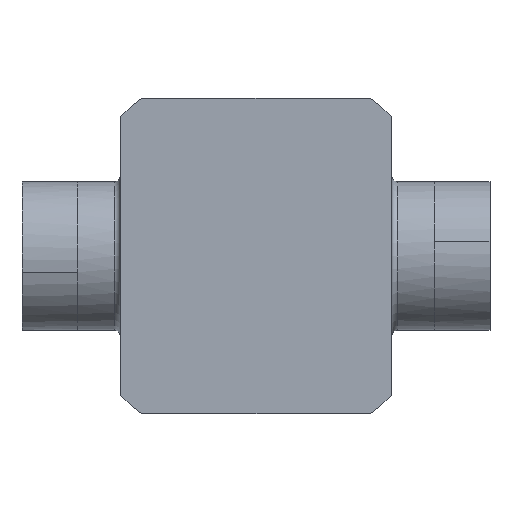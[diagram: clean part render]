
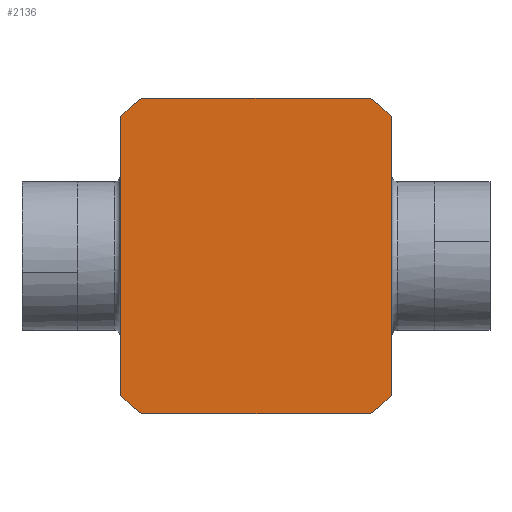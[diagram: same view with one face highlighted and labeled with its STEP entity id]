
A CAD part, front view. The second image highlights one B-rep face of the part: STEP entity #2136.
In plain terms, the highlighted planar face has unit normal (0, -1, 0).
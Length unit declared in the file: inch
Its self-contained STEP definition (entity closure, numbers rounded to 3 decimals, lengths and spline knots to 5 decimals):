
#87 = ORIENTED_EDGE ( 'NONE', *, *, #2780, .F. ) ;
#126 = AXIS2_PLACEMENT_3D ( 'NONE', #1587, #303, #282 ) ;
#166 = CARTESIAN_POINT ( 'NONE',  ( -1.8305, 0., -1.88146 ) ) ;
#175 = CARTESIAN_POINT ( 'NONE',  ( 1.8305, 0., -1.88146 ) ) ;
#229 = DIRECTION ( 'NONE',  ( 0., 0., -1. ) ) ;
#248 = DIRECTION ( 'NONE',  ( 0., 1., 0. ) ) ;
#281 = CARTESIAN_POINT ( 'NONE',  ( 1.5411, 0., 2.125 ) ) ;
#282 = DIRECTION ( 'NONE',  ( 0., 0., -1. ) ) ;
#303 = DIRECTION ( 'NONE',  ( 0., 1., 0. ) ) ;
#326 = CIRCLE ( 'NONE', #126, 2.625 ) ;
#379 = ORIENTED_EDGE ( 'NONE', *, *, #1553, .T. ) ;
#384 = AXIS2_PLACEMENT_3D ( 'NONE', #2443, #2235, #716 ) ;
#414 = DIRECTION ( 'NONE',  ( 0., 0., 1. ) ) ;
#454 = CIRCLE ( 'NONE', #750, 2.625 ) ;
#487 = VECTOR ( 'NONE', #2082, 39.37008 ) ;
#529 = LINE ( 'NONE', #2759, #562 ) ;
#546 = ORIENTED_EDGE ( 'NONE', *, *, #2793, .F. ) ;
#557 = VECTOR ( 'NONE', #2332, 39.37008 ) ;
#562 = VECTOR ( 'NONE', #414, 39.37008 ) ;
#716 = DIRECTION ( 'NONE',  ( 0., 0., -1. ) ) ;
#750 = AXIS2_PLACEMENT_3D ( 'NONE', #1117, #1741, #2647 ) ;
#785 = CIRCLE ( 'NONE', #1428, 2.625 ) ;
#798 = VERTEX_POINT ( 'NONE', #1068 ) ;
#876 = AXIS2_PLACEMENT_3D ( 'NONE', #2448, #2007, #894 ) ;
#894 = DIRECTION ( 'NONE',  ( 0., 0., -1. ) ) ;
#935 = EDGE_CURVE ( 'NONE', #2084, #1253, #2251, .T. ) ;
#951 = CARTESIAN_POINT ( 'NONE',  ( 1.5411, 0., 2.125 ) ) ;
#957 = VECTOR ( 'NONE', #2636, 39.37008 ) ;
#976 = ORIENTED_EDGE ( 'NONE', *, *, #1351, .F. ) ;
#991 = LINE ( 'NONE', #1660, #557 ) ;
#1061 = LINE ( 'NONE', #951, #487 ) ;
#1068 = CARTESIAN_POINT ( 'NONE',  ( -1.5411, 0., 2.125 ) ) ;
#1117 = CARTESIAN_POINT ( 'NONE',  ( 0., 0., 0. ) ) ;
#1137 = CARTESIAN_POINT ( 'NONE',  ( 1.8305, 0., 1.88146 ) ) ;
#1187 = EDGE_CURVE ( 'NONE', #1552, #1253, #991, .T. ) ;
#1253 = VERTEX_POINT ( 'NONE', #166 ) ;
#1351 = EDGE_CURVE ( 'NONE', #2322, #1437, #326, .T. ) ;
#1428 = AXIS2_PLACEMENT_3D ( 'NONE', #1975, #248, #229 ) ;
#1437 = VERTEX_POINT ( 'NONE', #1137 ) ;
#1488 = LINE ( 'NONE', #1991, #957 ) ;
#1539 = ORIENTED_EDGE ( 'NONE', *, *, #2191, .F. ) ;
#1552 = VERTEX_POINT ( 'NONE', #1912 ) ;
#1553 = EDGE_CURVE ( 'NONE', #1966, #1437, #529, .T. ) ;
#1587 = CARTESIAN_POINT ( 'NONE',  ( 0., 0., 0. ) ) ;
#1660 = CARTESIAN_POINT ( 'NONE',  ( -1.8305, 0., 0. ) ) ;
#1741 = DIRECTION ( 'NONE',  ( 0., 1., 0. ) ) ;
#1760 = ORIENTED_EDGE ( 'NONE', *, *, #935, .F. ) ;
#1773 = EDGE_LOOP ( 'NONE', ( #2313, #1760, #1539, #87, #379, #976, #1814, #546 ) ) ;
#1814 = ORIENTED_EDGE ( 'NONE', *, *, #2372, .F. ) ;
#1912 = CARTESIAN_POINT ( 'NONE',  ( -1.8305, 0., 1.88146 ) ) ;
#1966 = VERTEX_POINT ( 'NONE', #175 ) ;
#1975 = CARTESIAN_POINT ( 'NONE',  ( 0., 0., 0. ) ) ;
#1991 = CARTESIAN_POINT ( 'NONE',  ( -1.5411, 0., -2.125 ) ) ;
#2007 = DIRECTION ( 'NONE',  ( 0., -1., 0. ) ) ;
#2082 = DIRECTION ( 'NONE',  ( 1., 0., 0. ) ) ;
#2084 = VERTEX_POINT ( 'NONE', #2384 ) ;
#2136 = ADVANCED_FACE ( 'NONE', ( #2249 ), #2626, .T. ) ;
#2188 = VERTEX_POINT ( 'NONE', #2196 ) ;
#2191 = EDGE_CURVE ( 'NONE', #2188, #2084, #1488, .T. ) ;
#2196 = CARTESIAN_POINT ( 'NONE',  ( 1.5411, 0., -2.125 ) ) ;
#2235 = DIRECTION ( 'NONE',  ( 0., 1., 0. ) ) ;
#2249 = FACE_OUTER_BOUND ( 'NONE', #1773, .T. ) ;
#2251 = CIRCLE ( 'NONE', #384, 2.625 ) ;
#2313 = ORIENTED_EDGE ( 'NONE', *, *, #1187, .T. ) ;
#2322 = VERTEX_POINT ( 'NONE', #281 ) ;
#2332 = DIRECTION ( 'NONE',  ( 0., 0., -1. ) ) ;
#2372 = EDGE_CURVE ( 'NONE', #798, #2322, #1061, .T. ) ;
#2384 = CARTESIAN_POINT ( 'NONE',  ( -1.5411, 0., -2.125 ) ) ;
#2443 = CARTESIAN_POINT ( 'NONE',  ( 0., 0., 0. ) ) ;
#2448 = CARTESIAN_POINT ( 'NONE',  ( 0., 0., 0. ) ) ;
#2626 = PLANE ( 'NONE',  #876 ) ;
#2636 = DIRECTION ( 'NONE',  ( -1., 0., 0. ) ) ;
#2647 = DIRECTION ( 'NONE',  ( 0., 0., -1. ) ) ;
#2759 = CARTESIAN_POINT ( 'NONE',  ( 1.8305, 0., 0. ) ) ;
#2780 = EDGE_CURVE ( 'NONE', #1966, #2188, #785, .T. ) ;
#2793 = EDGE_CURVE ( 'NONE', #1552, #798, #454, .T. ) ;
